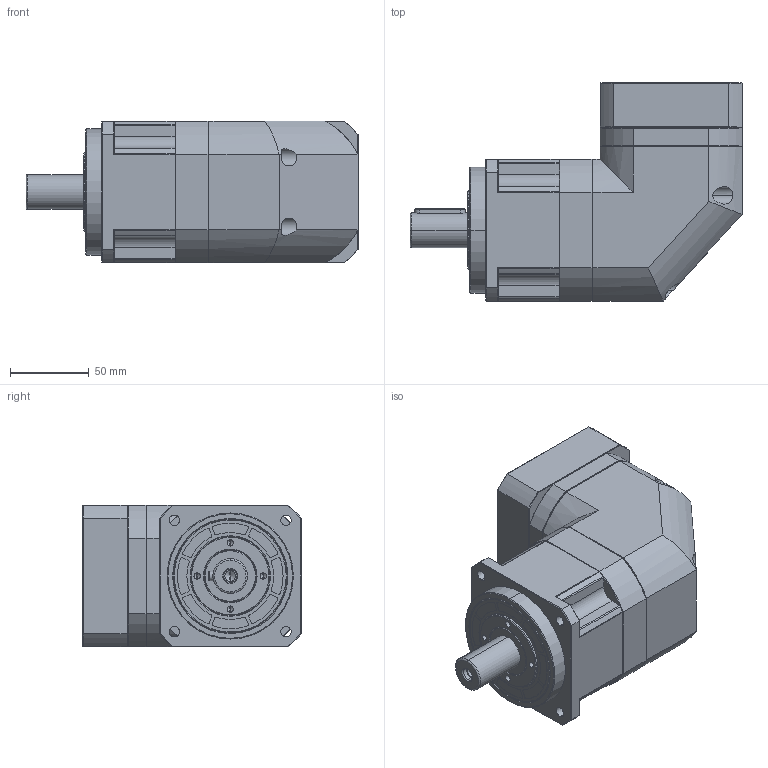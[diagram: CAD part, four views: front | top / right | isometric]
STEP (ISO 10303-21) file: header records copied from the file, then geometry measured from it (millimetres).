
FILE_DESCRIPTION((''),'2;1');
FILE_NAME('TMR090-L1-S2-P2-F-0005_ASM','2024-06-11T10:20:12',('mayn'),(''),'CREO PARAMETRIC BY PTC INC, 2020053','CREO PARAMETRIC BY PTC INC, 2020053','');
FILE_SCHEMA(('CONFIG_CONTROL_DESIGN'));
Length unit declared in the file: millimetre
Products named in the file (19): HEXAGON_SOCKET_HEAD_CAP_S-13622; SPRING_LOCK_WASHERS--NORM-24193; SPRING_LOCK_WASHERS--NORMA-2869; HEXAGON_SOCKET_HEAD_CAP_SC-2921; 40X50X500; HEXAGON_SOCKET_HEAD_CAP_SC-2983; TMR900003; HEXAGON_SOCKET_HEAD_CAP_S-24136; TM90_D70-M6-90F90H0001; TMR90190001; __10001; 500; _TM900001_ASM; TMR900004; TMR900001; HEX_SOCKET_SET_SCREWS_WITH_FLAT; TMR900002; TMR90L1-70-19-45-M0001_ASM; TMR090-L1-S2-P2-F-0005_ASM
Assembly tree (44 placements, depth 4):
  TMR090-L1-S2-P2-F-0005_ASM
    TMR90L1-70-19-45-M0001_ASM
      HEXAGON_SOCKET_HEAD_CAP_S-13622
      SPRING_LOCK_WASHERS--NORM-24193  x4
      SPRING_LOCK_WASHERS--NORMA-2869  x12
      HEXAGON_SOCKET_HEAD_CAP_SC-2921  x3
      40X50X500
      HEXAGON_SOCKET_HEAD_CAP_SC-2983  x6
      TMR900003
      HEXAGON_SOCKET_HEAD_CAP_S-24136  x6
      TM90_D70-M6-90F90H0001
      TMR90190001
      _TM900001_ASM
        __10001
        500
      TMR900004
      TMR900001
      HEX_SOCKET_SET_SCREWS_WITH_FLAT
      TMR900002
Bounding box: 210.5 x 138.5 x 90 mm (x, y, z)
Volume: 1340563.1 mm3; surface area: 208186.6 mm2
Topology: 42 solids, 42 shells, 1283 faces, 3186 edges, 2014 vertices
Faces by surface type: cylinder 545, plane 512, cone 178, torus 48
Entity records: 27274 total; most frequent: CARTESIAN_POINT 5265, DIRECTION 4977, ORIENTED_EDGE 4296, EDGE_CURVE 2148, AXIS2_PLACEMENT_3D 2029, VERTEX_POINT 1394, CIRCLE 1080, EDGE_LOOP 984
